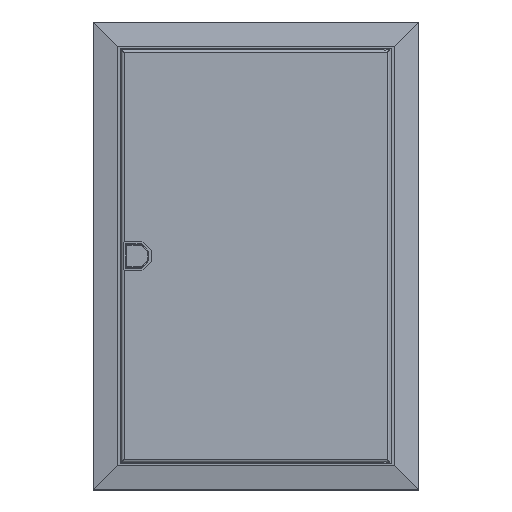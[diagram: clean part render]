
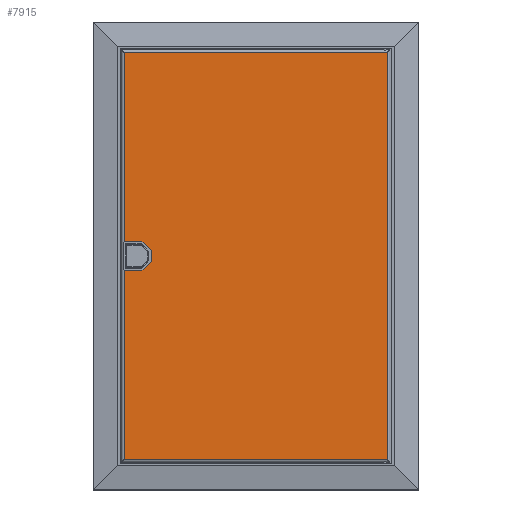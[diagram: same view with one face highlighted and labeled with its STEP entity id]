
A CAD part, top view. The second image highlights one B-rep face of the part: STEP entity #7915.
In plain terms, the highlighted planar face has unit normal (0, 0, 1).
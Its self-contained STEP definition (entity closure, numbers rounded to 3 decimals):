
#7915=ADVANCED_FACE('',(#22938),#22939,.F.);
#9761=VERTEX_POINT('',#24820);
#9765=VERTEX_POINT('',#24824);
#9769=EDGE_CURVE('',#9761,#9765,#24828,.F.);
#9771=VERTEX_POINT('',#24830);
#9775=EDGE_CURVE('',#9771,#9761,#24834,.F.);
#9777=VERTEX_POINT('',#24836);
#9781=EDGE_CURVE('',#9777,#9771,#24840,.F.);
#9783=VERTEX_POINT('',#24842);
#9787=EDGE_CURVE('',#9783,#9777,#24846,.F.);
#9789=VERTEX_POINT('',#24848);
#9793=EDGE_CURVE('',#9789,#9783,#24852,.F.);
#9795=VERTEX_POINT('',#24854);
#9799=EDGE_CURVE('',#9795,#9789,#24858,.F.);
#9801=VERTEX_POINT('',#24860);
#9803=EDGE_CURVE('',#9801,#9795,#24862,.F.);
#9855=VERTEX_POINT('',#24914);
#9859=VERTEX_POINT('',#24918);
#9861=EDGE_CURVE('',#9859,#9855,#24920,.T.);
#10067=VERTEX_POINT('',#25126);
#10071=EDGE_CURVE('',#9855,#10067,#25130,.T.);
#10075=VERTEX_POINT('',#25134);
#10077=EDGE_CURVE('',#9765,#10075,#25136,.T.);
#10079=EDGE_CURVE('',#10075,#9859,#25138,.T.);
#10081=EDGE_CURVE('',#10067,#9801,#25140,.T.);
#22938=FACE_OUTER_BOUND('',#39051,.T.);
#22939=PLANE('',#39052);
#24820=CARTESIAN_POINT('',(36.421,245.942,102.0));
#24824=CARTESIAN_POINT('',(34.5,246.638,102.0));
#24828=CIRCLE('',#42029,3.0);
#24830=CARTESIAN_POINT('',(54.597,245.942,102.0));
#24834=LINE('',#42038,#42039);
#24836=CARTESIAN_POINT('',(64.921,255.912,102.0));
#24840=LINE('',#42048,#42049);
#24842=CARTESIAN_POINT('',(64.921,268.985,102.0));
#24846=LINE('',#42058,#42059);
#24848=CARTESIAN_POINT('',(54.61,278.942,102.0));
#24852=LINE('',#42068,#42069);
#24854=CARTESIAN_POINT('',(36.421,278.942,102.0));
#24858=LINE('',#42078,#42079);
#24860=CARTESIAN_POINT('',(34.5,278.247,102.0));
#24862=CIRCLE('',#42084,3.0);
#24914=CARTESIAN_POINT('',(329.8,490.8,102.0));
#24918=CARTESIAN_POINT('',(329.8,34.2,102.0));
#24920=LINE('',#42494,#42495);
#25126=CARTESIAN_POINT('',(34.5,490.8,102.0));
#25130=LINE('',#42988,#42989);
#25134=CARTESIAN_POINT('',(34.5,34.2,102.0));
#25136=LINE('',#42998,#42999);
#25138=LINE('',#43002,#43003);
#25140=LINE('',#43006,#43007);
#39051=EDGE_LOOP('',(#70519,#70520,#70521,#70522,#70523,#70524,#70525,#70526,#70527,#70528,#70529,#70530));
#39052=AXIS2_PLACEMENT_3D('',#70531,#70532,#70533);
#42029=AXIS2_PLACEMENT_3D('',#71511,#71512,#71513);
#42038=CARTESIAN_POINT('',(62.719,245.942,102.0));
#42039=VECTOR('',#71515,1.0);
#42048=CARTESIAN_POINT('',(62.352,253.431,102.0));
#42049=VECTOR('',#71517,1.0);
#42058=CARTESIAN_POINT('',(64.921,254.243,102.0));
#42059=VECTOR('',#71519,1.0);
#42068=CARTESIAN_POINT('',(68.664,265.371,102.0));
#42069=VECTOR('',#71521,1.0);
#42078=CARTESIAN_POINT('',(53.631,278.942,102.0));
#42079=VECTOR('',#71523,1.0);
#42084=AXIS2_PLACEMENT_3D('',#71524,#71525,#71526);
#42494=CARTESIAN_POINT('',(329.8,34.2,102.0));
#42495=VECTOR('',#71547,456.6);
#42988=CARTESIAN_POINT('',(329.8,490.8,102.0));
#42989=VECTOR('',#71637,295.3);
#42998=CARTESIAN_POINT('',(34.5,247.25,102.0));
#42999=VECTOR('',#71639,213.05);
#43002=CARTESIAN_POINT('',(34.5,34.2,102.0));
#43003=VECTOR('',#71640,295.3);
#43006=CARTESIAN_POINT('',(34.5,490.8,102.0));
#43007=VECTOR('',#71641,213.05);
#70519=ORIENTED_EDGE('',*,*,#9803,.T.);
#70520=ORIENTED_EDGE('',*,*,#9799,.T.);
#70521=ORIENTED_EDGE('',*,*,#9793,.T.);
#70522=ORIENTED_EDGE('',*,*,#9787,.T.);
#70523=ORIENTED_EDGE('',*,*,#9781,.T.);
#70524=ORIENTED_EDGE('',*,*,#9775,.T.);
#70525=ORIENTED_EDGE('',*,*,#9769,.T.);
#70526=ORIENTED_EDGE('',*,*,#10077,.T.);
#70527=ORIENTED_EDGE('',*,*,#10079,.T.);
#70528=ORIENTED_EDGE('',*,*,#9861,.T.);
#70529=ORIENTED_EDGE('',*,*,#10071,.T.);
#70530=ORIENTED_EDGE('',*,*,#10081,.T.);
#70531=CARTESIAN_POINT('',(182.55,262.5,102.0));
#70532=DIRECTION('',(0.0,0.0,-1.0));
#70533=DIRECTION('',(1.0,0.0,0.0));
#71511=CARTESIAN_POINT('',(36.421,248.942,102.0));
#71512=DIRECTION('',(0.0,0.0,1.0));
#71513=DIRECTION('',(1.0,0.0,0.0));
#71515=DIRECTION('',(1.0,0.0,0.0));
#71517=DIRECTION('',(0.719,0.695,0.0));
#71519=DIRECTION('',(0.0,1.0,0.0));
#71521=DIRECTION('',(-0.719,0.695,0.0));
#71523=DIRECTION('',(-1.0,0.0,0.0));
#71524=CARTESIAN_POINT('',(36.421,275.942,102.0));
#71525=DIRECTION('',(0.0,0.0,1.0));
#71526=DIRECTION('',(1.0,0.0,0.0));
#71547=DIRECTION('',(0.0,1.0,0.0));
#71637=DIRECTION('',(-1.0,0.0,0.0));
#71639=DIRECTION('',(0.0,-1.0,0.0));
#71640=DIRECTION('',(1.0,0.0,0.0));
#71641=DIRECTION('',(0.0,-1.0,0.0));
